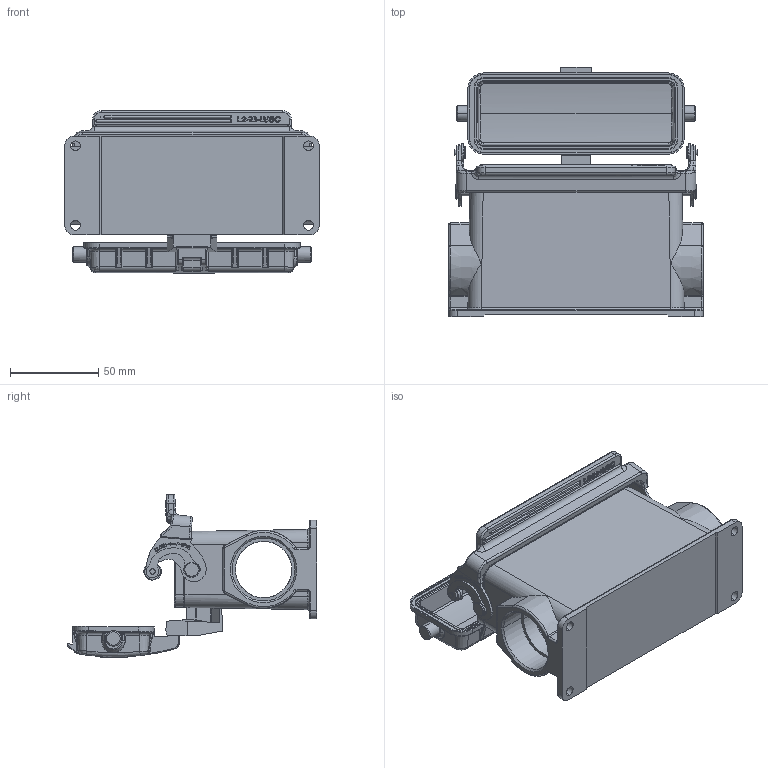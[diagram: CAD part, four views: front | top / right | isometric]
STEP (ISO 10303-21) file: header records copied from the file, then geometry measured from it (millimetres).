
FILE_DESCRIPTION((''),'2;1');
FILE_NAME('PRT0370_1','2017-08-02T',('dm.li'),(''),'PRO/ENGINEER BY PARAMETRIC TECHNOLOGY CORPORATION, 2012480','PRO/ENGINEER BY PARAMETRIC TECHNOLOGY CORPORATION, 2012480','');
FILE_SCHEMA(('AUTOMOTIVE_DESIGN { 1 0 10303 214 1 1 1 1 }'));
Products named in the file (1): PRT0370_1
Bounding box: 144 x 141.07 x 92.31 mm (x, y, z)
Volume: 216908.7 mm3; surface area: 107604.2 mm2
Topology: 1 solids, 27 shells, 1981 faces, 5299 edges, 3436 vertices
Faces by surface type: plane 728, cylinder 532, extrusion 258, bspline 227, torus 169, cone 53, sphere 14
Entity records: 79109 total; most frequent: CARTESIAN_POINT 28867, ORIENTED_EDGE 10508, DIRECTION 8332, EDGE_CURVE 5281, VERTEX_POINT 3436, AXIS2_PLACEMENT_3D 2813, VECTOR 2706, LINE 2448
